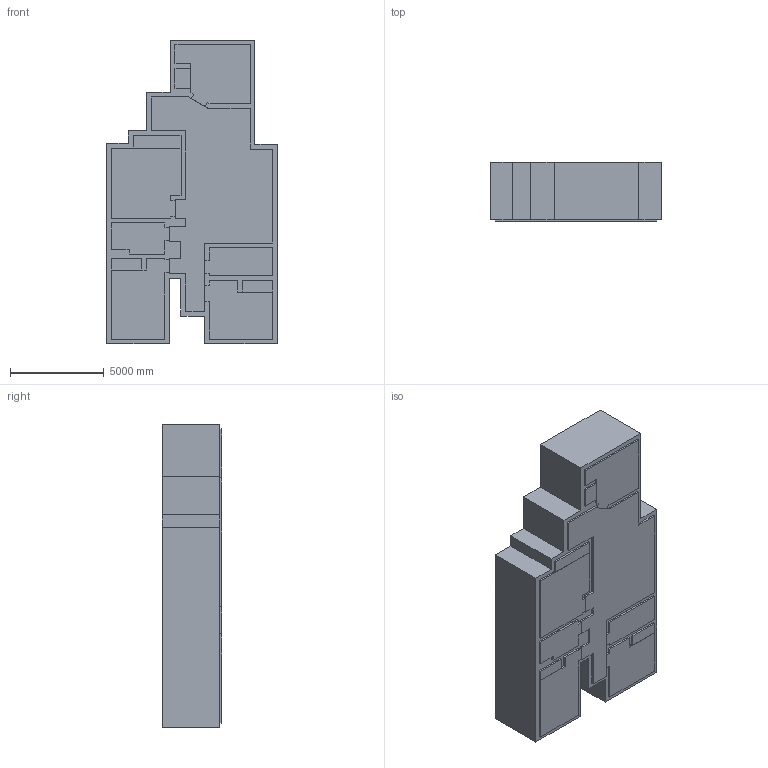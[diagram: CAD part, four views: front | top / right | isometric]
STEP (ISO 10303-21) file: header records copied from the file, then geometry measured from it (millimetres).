
FILE_DESCRIPTION (( 'STEP AP214' ), '1' );
FILE_NAME ('apartment layout.STEP', '2024-08-04T23:24:54', ( '' ), ( '' ), 'SwSTEP 2.0', 'SolidWorks 2023', '' );
FILE_SCHEMA (( 'AUTOMOTIVE_DESIGN' ));
Length unit declared in the file: millimetre
Products named in the file (1): apartment layout
Bounding box: 9090 x 3148 x 16169 mm (x, y, z)
Volume: 84209754020.9 mm3; surface area: 810606348.8 mm2
Topology: 12 solids, 12 shells, 258 faces, 691 edges, 460 vertices
Faces by surface type: plane 258
Entity records: 8005 total; most frequent: CARTESIAN_POINT 1410, ORIENTED_EDGE 1382, DIRECTION 1209, EDGE_CURVE 691, VECTOR 691, LINE 691, VERTEX_POINT 460, EDGE_LOOP 263
